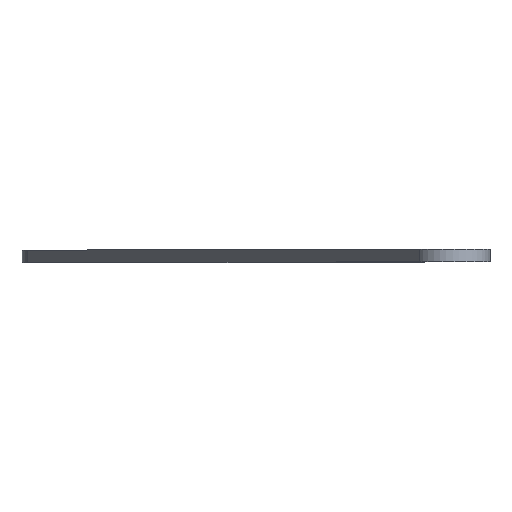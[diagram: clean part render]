
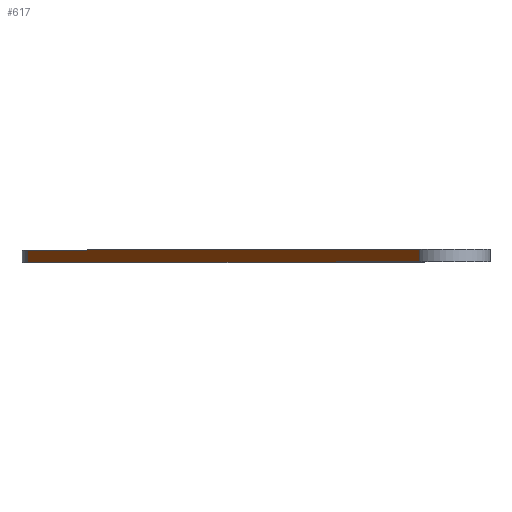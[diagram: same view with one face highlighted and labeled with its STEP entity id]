
A CAD part, top view. The second image highlights one B-rep face of the part: STEP entity #617.
In plain terms, the highlighted planar face has unit normal (-0.853, 0, 0.522).
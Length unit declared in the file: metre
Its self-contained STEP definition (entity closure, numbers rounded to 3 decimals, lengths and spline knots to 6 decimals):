
#16=PLANE('',#680);
#48=LINE('',#996,#88);
#50=LINE('',#1002,#90);
#51=LINE('',#1004,#91);
#52=LINE('',#1006,#92);
#88=VECTOR('',#807,1.);
#90=VECTOR('',#813,1.);
#91=VECTOR('',#814,1.);
#92=VECTOR('',#815,1.);
#156=ORIENTED_EDGE('',*,*,#308,.F.);
#157=ORIENTED_EDGE('',*,*,#309,.F.);
#158=ORIENTED_EDGE('',*,*,#310,.T.);
#159=ORIENTED_EDGE('',*,*,#305,.T.);
#305=EDGE_CURVE('',#378,#377,#48,.T.);
#308=EDGE_CURVE('',#380,#377,#50,.T.);
#309=EDGE_CURVE('',#381,#380,#51,.T.);
#310=EDGE_CURVE('',#381,#378,#52,.T.);
#377=VERTEX_POINT('',#995);
#378=VERTEX_POINT('',#997);
#380=VERTEX_POINT('',#1003);
#381=VERTEX_POINT('',#1005);
#457=EDGE_LOOP('',(#156,#157,#158,#159));
#527=FACE_BOUND('',#457,.T.);
#617=ADVANCED_FACE('',(#527),#16,.T.);
#680=AXIS2_PLACEMENT_3D('',#1001,#811,#812);
#807=DIRECTION('',(0.,1.,0.));
#811=DIRECTION('',(-0.853,0.,0.522));
#812=DIRECTION('',(0.522,0.,0.853));
#813=DIRECTION('',(0.522,0.,0.853));
#814=DIRECTION('',(0.,1.,0.));
#815=DIRECTION('',(0.522,0.,0.853));
#995=CARTESIAN_POINT('',(0.10721,0.,0.283497));
#996=CARTESIAN_POINT('',(0.10721,-0.005,0.283497));
#997=CARTESIAN_POINT('',(0.10721,-0.005,0.283497));
#1001=CARTESIAN_POINT('',(0.068676,-0.005,0.220615));
#1002=CARTESIAN_POINT('',(0.068676,0.,0.220615));
#1003=CARTESIAN_POINT('',(-0.046927,0.,0.031969));
#1004=CARTESIAN_POINT('',(-0.046927,-0.005,0.031969));
#1005=CARTESIAN_POINT('',(-0.046927,-0.005,0.031969));
#1006=CARTESIAN_POINT('',(0.068676,-0.005,0.220615));
